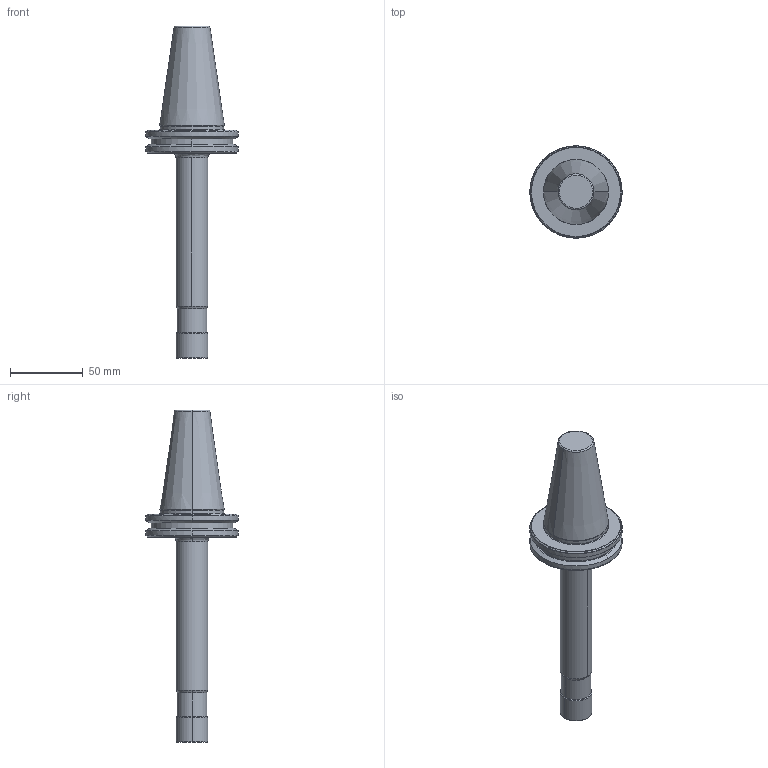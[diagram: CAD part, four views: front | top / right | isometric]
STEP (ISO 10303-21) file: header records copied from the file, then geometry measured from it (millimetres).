
FILE_DESCRIPTION (( 'STEP AP203' ), '1' );
FILE_NAME ('SK40 ER16M 160 AD+B 2.5G 25000 SL.STEP', '2019-04-27T04:27:34', ( '' ), ( '' ), 'SwSTEP 2.0', 'SolidWorks 2014', '' );
FILE_SCHEMA (( 'CONFIG_CONTROL_DESIGN' ));
Length unit declared in the file: millimetre
Products named in the file (1): SK40 ER16M 160 AD+B 2.5G 25000 SL
Bounding box: 63.5 x 63.5 x 228.4 mm (x, y, z)
Volume: 169873.7 mm3; surface area: 26535.6 mm2
Topology: 1 solids, 1 shells, 77 faces, 185 edges, 115 vertices
Faces by surface type: cone 20, bspline 20, torus 16, cylinder 14, plane 7
Entity records: 3358 total; most frequent: CARTESIAN_POINT 1604, ORIENTED_EDGE 370, DIRECTION 344, EDGE_CURVE 185, AXIS2_PLACEMENT_3D 158, VERTEX_POINT 115, CIRCLE 100, EDGE_LOOP 82
